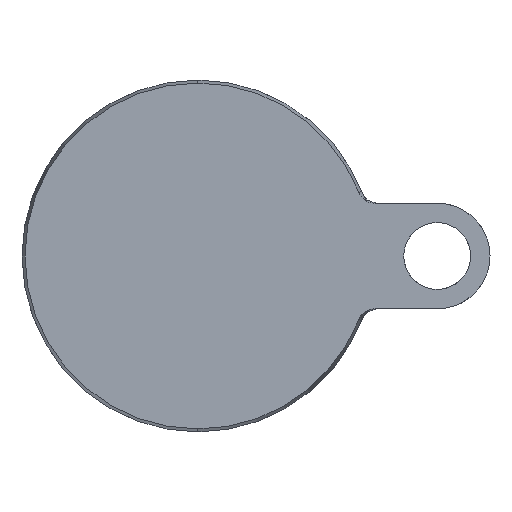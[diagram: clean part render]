
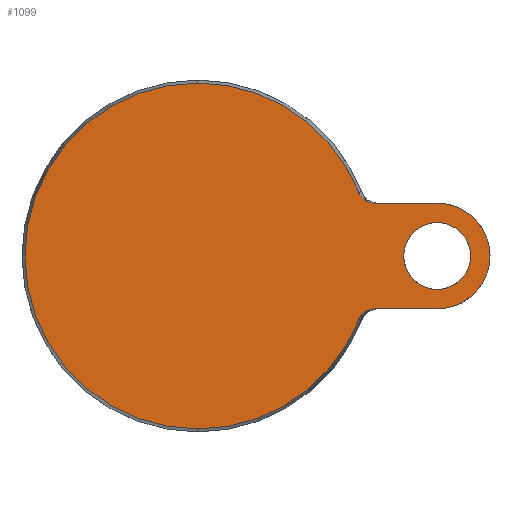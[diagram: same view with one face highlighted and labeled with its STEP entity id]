
A CAD part, front view. The second image highlights one B-rep face of the part: STEP entity #1099.
In plain terms, the highlighted planar face has unit normal (0, -1, 0).
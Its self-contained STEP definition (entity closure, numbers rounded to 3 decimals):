
#10 = CARTESIAN_POINT ( 'NONE',  ( 0., 0., -49.143 ) ) ;
#27 = EDGE_CURVE ( 'NONE', #1533, #58, #412, .T. ) ;
#55 = ORIENTED_EDGE ( 'NONE', *, *, #375, .T. ) ;
#58 = VERTEX_POINT ( 'NONE', #834 ) ;
#59 = ORIENTED_EDGE ( 'NONE', *, *, #1317, .T. ) ;
#66 = DIRECTION ( 'NONE',  ( 0., 1., 0. ) ) ;
#73 = EDGE_CURVE ( 'NONE', #831, #121, #970, .T. ) ;
#121 = VERTEX_POINT ( 'NONE', #1524 ) ;
#149 = DIRECTION ( 'NONE',  ( 0., 0., -1. ) ) ;
#164 = CARTESIAN_POINT ( 'NONE',  ( 47.952, 0., -15.6 ) ) ;
#165 = AXIS2_PLACEMENT_3D ( 'NONE', #185, #573, #1438 ) ;
#166 = VERTEX_POINT ( 'NONE', #391 ) ;
#185 = CARTESIAN_POINT ( 'NONE',  ( -49.143, 0., 0. ) ) ;
#195 = EDGE_CURVE ( 'NONE', #1387, #778, #1031, .T. ) ;
#210 = CARTESIAN_POINT ( 'NONE',  ( 46.108, 0., 17.258 ) ) ;
#222 = CARTESIAN_POINT ( 'NONE',  ( 48.644, 0., 15.292 ) ) ;
#228 = CARTESIAN_POINT ( 'NONE',  ( 47.122, 0., 16.157 ) ) ;
#237 = CARTESIAN_POINT ( 'NONE',  ( 49.86, 0., 15. ) ) ;
#253 = B_SPLINE_CURVE_WITH_KNOTS ( 'NONE', 3,
 ( #366, #1298, #283, #997, #422, #1041, #416, #524, #164, #1155, #900, #918, #1537, #1365, #542, #787 ),
 .UNSPECIFIED., .F., .F.,
 ( 4, 2, 2, 2, 2, 2, 2, 4 ),
 ( 0., 0.001, 0.002, 0.003, 0.004, 0.004, 0.005, 0.006 ),
 .UNSPECIFIED. ) ;
#275 = DIRECTION ( 'NONE',  ( 1., 0., 0. ) ) ;
#283 = CARTESIAN_POINT ( 'NONE',  ( 46.1, 0., -17.269 ) ) ;
#292 = CARTESIAN_POINT ( 'NONE',  ( 68., 0., 0. ) ) ;
#305 = ORIENTED_EDGE ( 'NONE', *, *, #1400, .T. ) ;
#320 = FACE_BOUND ( 'NONE', #1295, .T. ) ;
#321 = AXIS2_PLACEMENT_3D ( 'NONE', #1003, #1249, #149 ) ;
#342 = CARTESIAN_POINT ( 'NONE',  ( 47.322, 0., 16. ) ) ;
#349 = VECTOR ( 'NONE', #275, 1000. ) ;
#357 = CARTESIAN_POINT ( 'NONE',  ( 0., 0., 49.143 ) ) ;
#366 = CARTESIAN_POINT ( 'NONE',  ( 45.66, 0., -18.169 ) ) ;
#372 = CARTESIAN_POINT ( 'NONE',  ( 68., 0., 0. ) ) ;
#375 = EDGE_CURVE ( 'NONE', #1530, #614, #640, .T. ) ;
#391 = CARTESIAN_POINT ( 'NONE',  ( 68., 0., 15. ) ) ;
#412 = B_SPLINE_CURVE_WITH_KNOTS ( 'NONE', 3,
 ( #1352, #237, #1597, #222, #1102, #1467, #1343, #342, #228, #706, #731, #210, #1210, #740 ),
 .UNSPECIFIED., .F., .F.,
 ( 4, 2, 2, 2, 2, 2, 4 ),
 ( 0., 0.001, 0.002, 0.003, 0.004, 0.004, 0.006 ),
 .UNSPECIFIED. ) ;
#416 = CARTESIAN_POINT ( 'NONE',  ( 47.314, 0., -16.005 ) ) ;
#419 = CARTESIAN_POINT ( 'NONE',  ( 68., 0., 9.5 ) ) ;
#422 = CARTESIAN_POINT ( 'NONE',  ( 46.749, 0., -16.497 ) ) ;
#471 = DIRECTION ( 'NONE',  ( -1., 0., 0. ) ) ;
#474 = DIRECTION ( 'NONE',  ( 0., 0., -1. ) ) ;
#483 = CIRCLE ( 'NONE', #1617, 49.143 ) ;
#524 = CARTESIAN_POINT ( 'NONE',  ( 47.73, 0., -15.726 ) ) ;
#541 = CIRCLE ( 'NONE', #1117, 49.143 ) ;
#542 = CARTESIAN_POINT ( 'NONE',  ( 50.113, 0., -15. ) ) ;
#543 = EDGE_CURVE ( 'NONE', #778, #121, #253, .T. ) ;
#549 = FACE_OUTER_BOUND ( 'NONE', #1267, .T. ) ;
#573 = DIRECTION ( 'NONE',  ( 0., 1., 0. ) ) ;
#580 = EDGE_CURVE ( 'NONE', #1533, #166, #1281, .T. ) ;
#585 = DIRECTION ( 'NONE',  ( 0., -1., 0. ) ) ;
#614 = VERTEX_POINT ( 'NONE', #1238 ) ;
#640 = CIRCLE ( 'NONE', #1404, 9.5 ) ;
#667 = AXIS2_PLACEMENT_3D ( 'NONE', #372, #734, #474 ) ;
#673 = ORIENTED_EDGE ( 'NONE', *, *, #73, .F. ) ;
#690 = AXIS2_PLACEMENT_3D ( 'NONE', #1136, #1285, #1265 ) ;
#706 = CARTESIAN_POINT ( 'NONE',  ( 46.751, 0., 16.495 ) ) ;
#726 = DIRECTION ( 'NONE',  ( 0., 0., -1. ) ) ;
#731 = CARTESIAN_POINT ( 'NONE',  ( 46.58, 0., 16.677 ) ) ;
#734 = DIRECTION ( 'NONE',  ( 0., 1., 0. ) ) ;
#740 = CARTESIAN_POINT ( 'NONE',  ( 45.66, 0., 18.169 ) ) ;
#778 = VERTEX_POINT ( 'NONE', #1114 ) ;
#787 = CARTESIAN_POINT ( 'NONE',  ( 50.366, 0., -15. ) ) ;
#798 = DIRECTION ( 'NONE',  ( 0., 0., 1. ) ) ;
#822 = VECTOR ( 'NONE', #471, 1000. ) ;
#831 = VERTEX_POINT ( 'NONE', #1244 ) ;
#832 = EDGE_CURVE ( 'NONE', #166, #831, #1062, .T. ) ;
#834 = CARTESIAN_POINT ( 'NONE',  ( 45.66, 0., 18.169 ) ) ;
#841 = DIRECTION ( 'NONE',  ( 0., 0., -1. ) ) ;
#874 = DIRECTION ( 'NONE',  ( 0., -1., 0. ) ) ;
#884 = VERTEX_POINT ( 'NONE', #357 ) ;
#900 = CARTESIAN_POINT ( 'NONE',  ( 48.637, 0., -15.295 ) ) ;
#918 = CARTESIAN_POINT ( 'NONE',  ( 49.116, 0., -15.149 ) ) ;
#970 = LINE ( 'NONE', #1095, #822 ) ;
#997 = CARTESIAN_POINT ( 'NONE',  ( 46.575, 0., -16.681 ) ) ;
#1003 = CARTESIAN_POINT ( 'NONE',  ( 0., 0., 0. ) ) ;
#1031 = CIRCLE ( 'NONE', #321, 49.143 ) ;
#1040 = ORIENTED_EDGE ( 'NONE', *, *, #543, .T. ) ;
#1041 = CARTESIAN_POINT ( 'NONE',  ( 47.118, 0., -16.16 ) ) ;
#1062 = CIRCLE ( 'NONE', #667, 15. ) ;
#1095 = CARTESIAN_POINT ( 'NONE',  ( 15., 0., -15. ) ) ;
#1099 = ADVANCED_FACE ( 'NONE', ( #549, #320 ), #1553, .F. ) ;
#1102 = CARTESIAN_POINT ( 'NONE',  ( 48.407, 0., 15.384 ) ) ;
#1114 = CARTESIAN_POINT ( 'NONE',  ( 45.66, 0., -18.169 ) ) ;
#1117 = AXIS2_PLACEMENT_3D ( 'NONE', #1593, #874, #726 ) ;
#1136 = CARTESIAN_POINT ( 'NONE',  ( 68., 0., 0. ) ) ;
#1155 = CARTESIAN_POINT ( 'NONE',  ( 48.405, 0., -15.385 ) ) ;
#1185 = ORIENTED_EDGE ( 'NONE', *, *, #1241, .T. ) ;
#1210 = CARTESIAN_POINT ( 'NONE',  ( 45.848, 0., 17.699 ) ) ;
#1238 = CARTESIAN_POINT ( 'NONE',  ( 68., 0., -9.5 ) ) ;
#1241 = EDGE_CURVE ( 'NONE', #58, #884, #541, .T. ) ;
#1243 = CARTESIAN_POINT ( 'NONE',  ( 50.366, 0., 15. ) ) ;
#1244 = CARTESIAN_POINT ( 'NONE',  ( 68., 0., -15. ) ) ;
#1249 = DIRECTION ( 'NONE',  ( 0., -1., 0. ) ) ;
#1265 = DIRECTION ( 'NONE',  ( 0., 0., 1. ) ) ;
#1267 = EDGE_LOOP ( 'NONE', ( #1540, #1306, #1185, #59, #1498, #1040, #673, #1528 ) ) ;
#1281 = LINE ( 'NONE', #1290, #349 ) ;
#1285 = DIRECTION ( 'NONE',  ( 0., 1., 0. ) ) ;
#1290 = CARTESIAN_POINT ( 'NONE',  ( 15., 0., 15. ) ) ;
#1295 = EDGE_LOOP ( 'NONE', ( #305, #55 ) ) ;
#1298 = CARTESIAN_POINT ( 'NONE',  ( 45.848, 0., -17.699 ) ) ;
#1303 = CIRCLE ( 'NONE', #690, 9.5 ) ;
#1306 = ORIENTED_EDGE ( 'NONE', *, *, #27, .T. ) ;
#1317 = EDGE_CURVE ( 'NONE', #884, #1387, #483, .T. ) ;
#1343 = CARTESIAN_POINT ( 'NONE',  ( 47.738, 0., 15.721 ) ) ;
#1352 = CARTESIAN_POINT ( 'NONE',  ( 50.366, 0., 15. ) ) ;
#1365 = CARTESIAN_POINT ( 'NONE',  ( 49.862, 0., -15.019 ) ) ;
#1375 = CARTESIAN_POINT ( 'NONE',  ( 0., 0., 0. ) ) ;
#1387 = VERTEX_POINT ( 'NONE', #10 ) ;
#1400 = EDGE_CURVE ( 'NONE', #614, #1530, #1303, .T. ) ;
#1404 = AXIS2_PLACEMENT_3D ( 'NONE', #292, #66, #798 ) ;
#1438 = DIRECTION ( 'NONE',  ( 0., 0., 1. ) ) ;
#1467 = CARTESIAN_POINT ( 'NONE',  ( 47.955, 0., 15.598 ) ) ;
#1498 = ORIENTED_EDGE ( 'NONE', *, *, #195, .T. ) ;
#1524 = CARTESIAN_POINT ( 'NONE',  ( 50.366, 0., -15. ) ) ;
#1528 = ORIENTED_EDGE ( 'NONE', *, *, #832, .F. ) ;
#1530 = VERTEX_POINT ( 'NONE', #419 ) ;
#1533 = VERTEX_POINT ( 'NONE', #1243 ) ;
#1537 = CARTESIAN_POINT ( 'NONE',  ( 49.363, 0., -15.093 ) ) ;
#1540 = ORIENTED_EDGE ( 'NONE', *, *, #580, .F. ) ;
#1553 = PLANE ( 'NONE',  #165 ) ;
#1593 = CARTESIAN_POINT ( 'NONE',  ( 0., 0., 0. ) ) ;
#1597 = CARTESIAN_POINT ( 'NONE',  ( 49.366, 0., 15.074 ) ) ;
#1617 = AXIS2_PLACEMENT_3D ( 'NONE', #1375, #585, #841 ) ;
